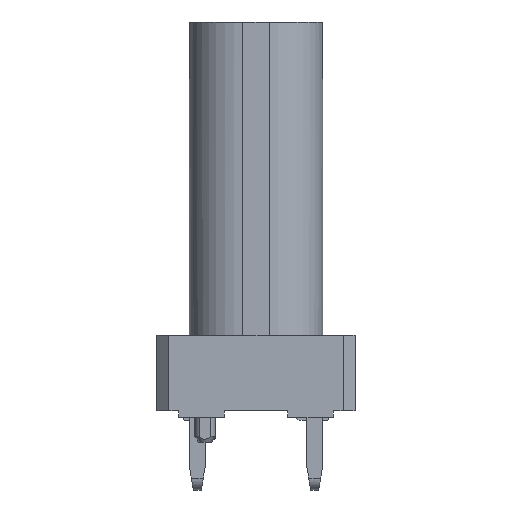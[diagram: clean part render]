
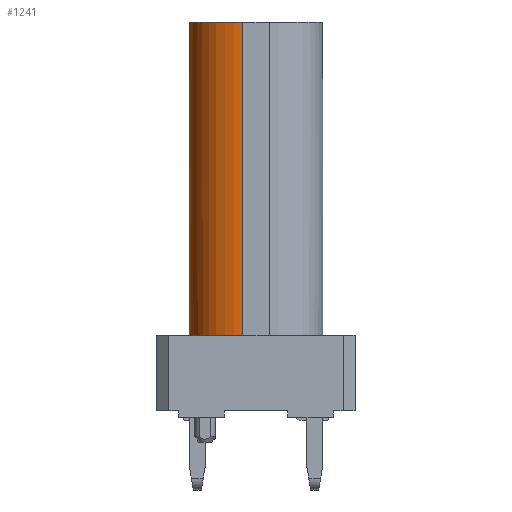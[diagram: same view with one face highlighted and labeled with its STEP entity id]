
A CAD part, left-side view. The second image highlights one B-rep face of the part: STEP entity #1241.
In plain terms, the highlighted cylindrical face has radius 1.35 mm (diameter 2.7 mm), a partial arc.
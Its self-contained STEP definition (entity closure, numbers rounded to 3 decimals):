
#751 = VERTEX_POINT('',#752);
#752 = CARTESIAN_POINT('',(-3.225,1.696,10.057)
  );
#918 = VERTEX_POINT('',#919);
#919 = CARTESIAN_POINT('',(-3.225,1.696,2.13)
  );
#926 = EDGE_CURVE('',#918,#751,#927,.T.);
#927 = LINE('',#928,#929);
#928 = CARTESIAN_POINT('',(-3.225,1.696,2.13)
  );
#929 = VECTOR('',#930,1.);
#930 = DIRECTION('',(0.,0.,1.));
#1241 = ADVANCED_FACE('',(#1242),#1289,.T.);
#1242 = FACE_BOUND('',#1243,.T.);
#1243 = EDGE_LOOP('',(#1244,#1254,#1261,#1262,#1273,#1282));
#1244 = ORIENTED_EDGE('',*,*,#1245,.F.);
#1245 = EDGE_CURVE('',#1246,#1248,#1250,.T.);
#1246 = VERTEX_POINT('',#1247);
#1247 = CARTESIAN_POINT('',(-4.575,0.346,10.057
    ));
#1248 = VERTEX_POINT('',#1249);
#1249 = CARTESIAN_POINT('',(-4.575,0.346,2.157)
  );
#1250 = LINE('',#1251,#1252);
#1251 = CARTESIAN_POINT('',(-4.575,0.346,10.057
    ));
#1252 = VECTOR('',#1253,1.);
#1253 = DIRECTION('',(0.,0.,-1.));
#1254 = ORIENTED_EDGE('',*,*,#1255,.T.);
#1255 = EDGE_CURVE('',#1246,#751,#1256,.T.);
#1256 = CIRCLE('',#1257,1.35);
#1257 = AXIS2_PLACEMENT_3D('',#1258,#1259,#1260);
#1258 = CARTESIAN_POINT('',(-3.225,0.346,10.057
    ));
#1259 = DIRECTION('',(0.,0.,-1.));
#1260 = DIRECTION('',(-1.,0.,0.));
#1261 = ORIENTED_EDGE('',*,*,#926,.F.);
#1262 = ORIENTED_EDGE('',*,*,#1263,.T.);
#1263 = EDGE_CURVE('',#918,#1264,#1266,.T.);
#1264 = VERTEX_POINT('',#1265);
#1265 = CARTESIAN_POINT('',(-3.325,1.693,2.157)
  );
#1266 = B_SPLINE_CURVE_WITH_KNOTS('',3,(#1267,#1268,#1269,#1270,#1271,
    #1272),.UNSPECIFIED.,.F.,.F.,(4,1,1,4),(0.,0.333,
    0.667,1.),.UNSPECIFIED.);
#1267 = CARTESIAN_POINT('',(-3.225,1.696,2.13)
  );
#1268 = CARTESIAN_POINT('',(-3.235,1.696,2.136)
  );
#1269 = CARTESIAN_POINT('',(-3.256,1.696,2.146)
  );
#1270 = CARTESIAN_POINT('',(-3.29,1.695,2.155)
  );
#1271 = CARTESIAN_POINT('',(-3.313,1.694,2.157)
  );
#1272 = CARTESIAN_POINT('',(-3.325,1.693,2.157)
  );
#1273 = ORIENTED_EDGE('',*,*,#1274,.T.);
#1274 = EDGE_CURVE('',#1264,#1275,#1277,.T.);
#1275 = VERTEX_POINT('',#1276);
#1276 = CARTESIAN_POINT('',(-4.397,1.016,2.157));
#1277 = CIRCLE('',#1278,1.35);
#1278 = AXIS2_PLACEMENT_3D('',#1279,#1280,#1281);
#1279 = CARTESIAN_POINT('',(-3.225,0.346,2.157)
  );
#1280 = DIRECTION('',(0.,0.,1.));
#1281 = DIRECTION('',(-0.074,0.997,0.));
#1282 = ORIENTED_EDGE('',*,*,#1283,.T.);
#1283 = EDGE_CURVE('',#1275,#1248,#1284,.T.);
#1284 = CIRCLE('',#1285,1.35);
#1285 = AXIS2_PLACEMENT_3D('',#1286,#1287,#1288);
#1286 = CARTESIAN_POINT('',(-3.225,0.346,2.157)
  );
#1287 = DIRECTION('',(0.,0.,1.));
#1288 = DIRECTION('',(-0.868,0.496,0.));
#1289 = CYLINDRICAL_SURFACE('',#1290,1.35);
#1290 = AXIS2_PLACEMENT_3D('',#1291,#1292,#1293);
#1291 = CARTESIAN_POINT('',(-3.225,0.346,10.215)
  );
#1292 = DIRECTION('',(0.,0.,-1.));
#1293 = DIRECTION('',(1.,0.,0.));
